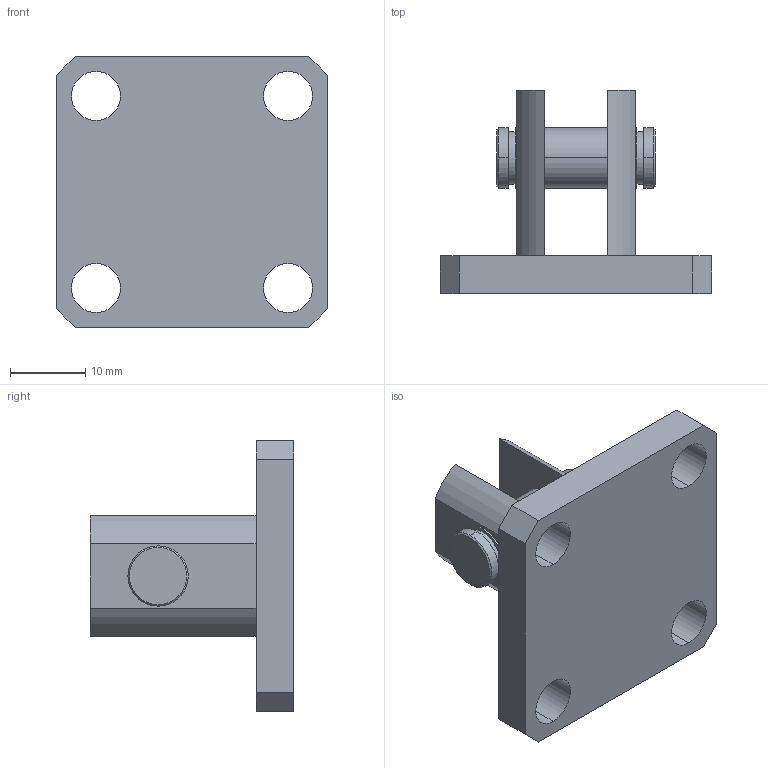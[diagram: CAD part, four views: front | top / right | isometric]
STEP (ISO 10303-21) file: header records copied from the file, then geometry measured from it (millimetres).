
FILE_DESCRIPTION (( 'STEP AP203' ), '1' );
FILE_NAME ('HFC-20M.step', '2015-12-02T21:06:15', ( '' ), ( '' ), 'SwSTEP 2.0', 'SolidWorks 2015', '' );
FILE_SCHEMA (( 'CONFIG_CONTROL_DESIGN' ));
Length unit declared in the file: millimetre
Products named in the file (1): HFC-20M
Bounding box: 36 x 27 x 36 mm (x, y, z)
Volume: 8560.4 mm3; surface area: 5602.9 mm2
Topology: 2 solids, 2 shells, 52 faces, 122 edges, 80 vertices
Faces by surface type: cylinder 26, plane 22, cone 4
Entity records: 1609 total; most frequent: DIRECTION 284, CARTESIAN_POINT 255, ORIENTED_EDGE 244, EDGE_CURVE 122, AXIS2_PLACEMENT_3D 109, VERTEX_POINT 80, EDGE_LOOP 70, VECTOR 66
